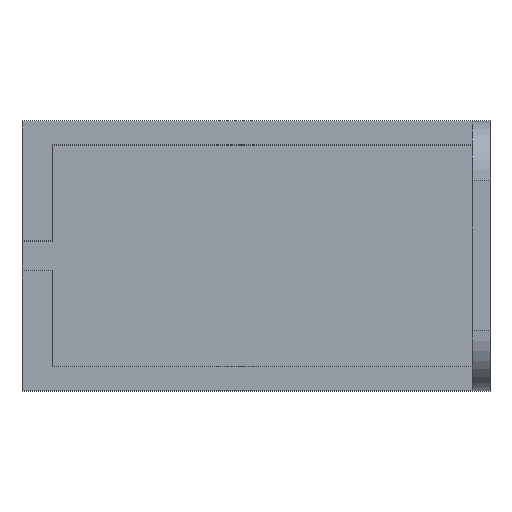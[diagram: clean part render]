
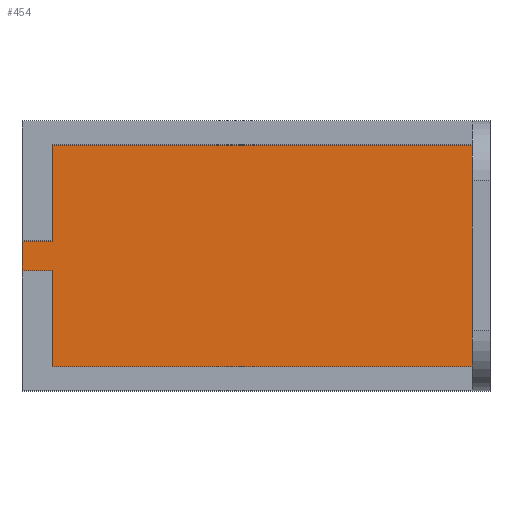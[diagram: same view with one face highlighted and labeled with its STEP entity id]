
A CAD part, top view. The second image highlights one B-rep face of the part: STEP entity #454.
In plain terms, the highlighted planar face has unit normal (0, 0, 1).
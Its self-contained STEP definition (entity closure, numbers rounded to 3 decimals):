
#27=PLANE('',#503);
#48=FACE_OUTER_BOUND('',#76,.T.);
#76=EDGE_LOOP('',(#353,#354,#355,#356,#357,#358,#359,#360));
#102=LINE('',#680,#151);
#107=LINE('',#690,#156);
#113=LINE('',#706,#162);
#114=LINE('',#708,#163);
#115=LINE('',#710,#164);
#116=LINE('',#712,#165);
#117=LINE('',#714,#166);
#118=LINE('',#715,#167);
#151=VECTOR('',#560,10.);
#156=VECTOR('',#567,10.);
#162=VECTOR('',#579,10.);
#163=VECTOR('',#580,10.);
#164=VECTOR('',#581,10.);
#165=VECTOR('',#582,10.);
#166=VECTOR('',#583,10.);
#167=VECTOR('',#584,10.);
#219=VERTEX_POINT('',#678);
#220=VERTEX_POINT('',#679);
#224=VERTEX_POINT('',#689);
#231=VERTEX_POINT('',#705);
#232=VERTEX_POINT('',#707);
#233=VERTEX_POINT('',#709);
#234=VERTEX_POINT('',#711);
#235=VERTEX_POINT('',#713);
#266=EDGE_CURVE('',#219,#220,#102,.T.);
#271=EDGE_CURVE('',#224,#219,#107,.T.);
#279=EDGE_CURVE('',#220,#231,#113,.T.);
#280=EDGE_CURVE('',#231,#232,#114,.T.);
#281=EDGE_CURVE('',#232,#233,#115,.T.);
#282=EDGE_CURVE('',#233,#234,#116,.T.);
#283=EDGE_CURVE('',#234,#235,#117,.T.);
#284=EDGE_CURVE('',#235,#224,#118,.T.);
#353=ORIENTED_EDGE('',*,*,#266,.T.);
#354=ORIENTED_EDGE('',*,*,#279,.T.);
#355=ORIENTED_EDGE('',*,*,#280,.T.);
#356=ORIENTED_EDGE('',*,*,#281,.T.);
#357=ORIENTED_EDGE('',*,*,#282,.T.);
#358=ORIENTED_EDGE('',*,*,#283,.T.);
#359=ORIENTED_EDGE('',*,*,#284,.T.);
#360=ORIENTED_EDGE('',*,*,#271,.T.);
#454=ADVANCED_FACE('',(#48),#27,.T.);
#503=AXIS2_PLACEMENT_3D('',#704,#577,#578);
#560=DIRECTION('',(-1.,0.,0.));
#567=DIRECTION('',(0.,1.,0.));
#577=DIRECTION('center_axis',(0.,0.,1.));
#578=DIRECTION('ref_axis',(1.,0.,0.));
#579=DIRECTION('',(0.,-1.,0.));
#580=DIRECTION('',(-1.,0.,0.));
#581=DIRECTION('',(0.,-1.,0.));
#582=DIRECTION('',(1.,0.,0.));
#583=DIRECTION('',(0.,-1.,0.));
#584=DIRECTION('',(1.,0.,0.));
#678=CARTESIAN_POINT('',(28.5,18.5,2.));
#679=CARTESIAN_POINT('',(-41.5,18.5,2.));
#680=CARTESIAN_POINT('',(-24.5,18.5,2.));
#689=CARTESIAN_POINT('',(28.5,-18.5,2.));
#690=CARTESIAN_POINT('',(28.5,11.25,2.));
#704=CARTESIAN_POINT('Origin',(-7.5,0.,2.));
#705=CARTESIAN_POINT('',(-41.5,2.5,2.));
#706=CARTESIAN_POINT('',(-41.5,1.25,2.));
#707=CARTESIAN_POINT('',(-46.5,2.5,2.));
#708=CARTESIAN_POINT('',(-27.,2.5,2.));
#709=CARTESIAN_POINT('',(-46.5,-2.5,2.));
#710=CARTESIAN_POINT('',(-46.5,22.5,2.));
#711=CARTESIAN_POINT('',(-41.5,-2.5,2.));
#712=CARTESIAN_POINT('',(-24.5,-2.5,2.));
#713=CARTESIAN_POINT('',(-41.5,-18.5,2.));
#714=CARTESIAN_POINT('',(-41.5,-11.25,2.));
#715=CARTESIAN_POINT('',(10.5,-18.5,2.));
